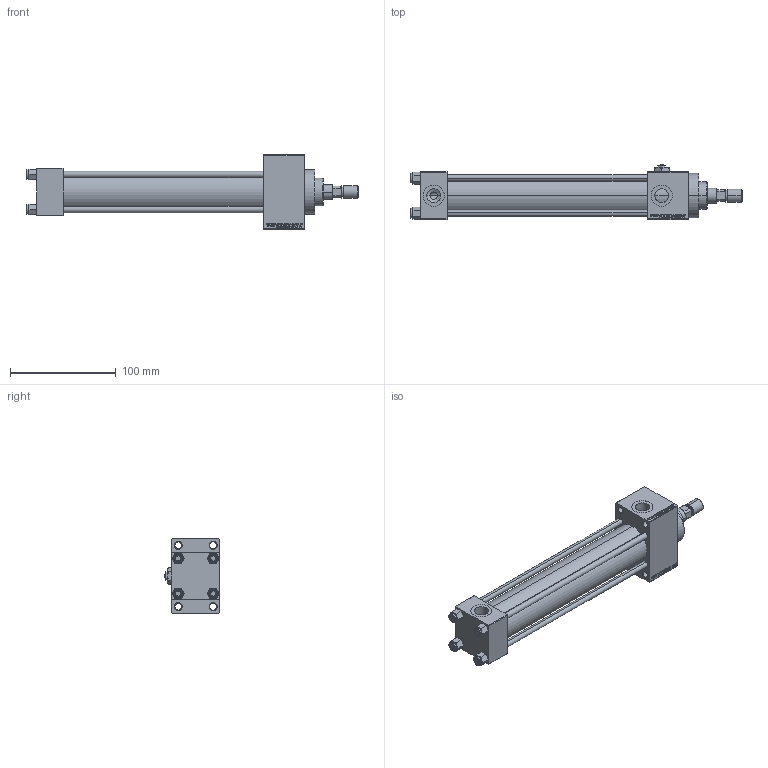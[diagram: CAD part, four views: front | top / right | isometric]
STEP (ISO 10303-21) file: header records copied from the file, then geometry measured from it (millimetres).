
FILE_DESCRIPTION (( 'STEP AP203' ), '1' );
FILE_NAME ('c612.STEP', '2022-04-16T07:55:28', ( '' ), ( '' ), 'SwSTEP 2.0', 'SolidWorks 2019', '' );
FILE_SCHEMA (( 'CONFIG_CONTROL_DESIGN' ));
Length unit declared in the file: millimetre
Products named in the file (8): V215CR_D_Body 1c4907d2ddb4dd4c429c1a51964293a4; ROD_END_AH 1c4907d2ddb4dd4c429c1a51964293a4; NUT_M5_D 1c4907d2ddb4dd4c429c1a51964293a4; V215_VC_A 1c4907d2ddb4dd4c429c1a51964293a4; c612; V215CR_D_TYCINKA 1c4907d2ddb4dd4c429c1a51964293a4; Zatka_pro_OIL_PORT 1c4907d2ddb4dd4c429c1a51964293a4; V215CR_VCP_D 1c4907d2ddb4dd4c429c1a51964293a4
Assembly tree (13 placements, depth 2):
  c612
    V215CR_D_Body 1c4907d2ddb4dd4c429c1a51964293a4
    V215CR_VCP_D 1c4907d2ddb4dd4c429c1a51964293a4
    NUT_M5_D 1c4907d2ddb4dd4c429c1a51964293a4  x4
    V215CR_D_TYCINKA 1c4907d2ddb4dd4c429c1a51964293a4  x4
    V215_VC_A 1c4907d2ddb4dd4c429c1a51964293a4
    ROD_END_AH 1c4907d2ddb4dd4c429c1a51964293a4
    Zatka_pro_OIL_PORT 1c4907d2ddb4dd4c429c1a51964293a4
Bounding box: 314 x 52 x 70 mm (x, y, z)
Volume: 315372.6 mm3; surface area: 124330.2 mm2
Topology: 13 solids, 13 shells, 1171 faces, 2896 edges, 1869 vertices
Faces by surface type: plane 525, bspline 368, cone 168, cylinder 100, torus 10
Entity records: 49482 total; most frequent: CARTESIAN_POINT 25693, ORIENTED_EDGE 5284, DIRECTION 3490, EDGE_CURVE 2642, VERTEX_POINT 1725, LINE 1554, VECTOR 1554, EDGE_LOOP 1191
